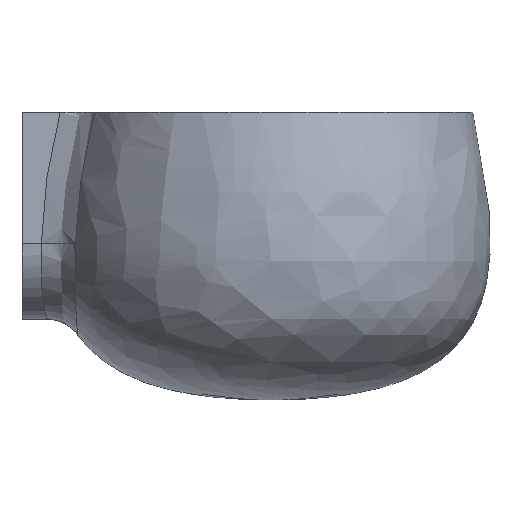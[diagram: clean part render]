
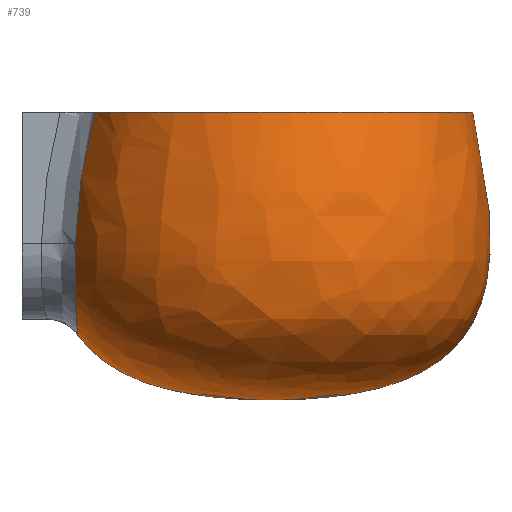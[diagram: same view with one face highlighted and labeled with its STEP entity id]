
A CAD part, left-side view. The second image highlights one B-rep face of the part: STEP entity #739.
In plain terms, the highlighted free-form (B-spline) face has degree [3, 2] with [4, 9] control points.
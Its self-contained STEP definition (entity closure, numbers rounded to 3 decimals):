
#28=(
BOUNDED_SURFACE()
B_SPLINE_SURFACE(3,2,((#9953,#9954,#9955,#9956,#9957,#9958,#9959,#9960,
#9961),(#9962,#9963,#9964,#9965,#9966,#9967,#9968,#9969,#9970),(#9971,#9972,
#9973,#9974,#9975,#9976,#9977,#9978,#9979),(#9980,#9981,#9982,#9983,#9984,
#9985,#9986,#9987,#9988)),.UNSPECIFIED.,.F.,.F.,.F.)
B_SPLINE_SURFACE_WITH_KNOTS((4,4),(3,2,2,2,3),(0.,323.71),
(0.,90.539,181.078,271.617,362.156),
 .UNSPECIFIED.)
GEOMETRIC_REPRESENTATION_ITEM()
RATIONAL_B_SPLINE_SURFACE(((1.,0.707,1.,0.707,1.,
0.707,1.,0.707,1.),(1.,0.707,1.,0.707,
1.,0.707,1.,0.707,1.),(1.,0.707,1.,
0.707,1.,0.707,1.,0.707,1.),(1.,0.707,
1.,0.707,1.,0.707,1.,0.707,1.)))
REPRESENTATION_ITEM('')
SURFACE()
);
#739=ADVANCED_FACE('',(#959),#28,.T.);
#959=FACE_OUTER_BOUND('',#1223,.T.);
#1223=EDGE_LOOP('',(#2209,#2210,#2211,#2212,#2213));
#2209=ORIENTED_EDGE('',*,*,#3201,.T.);
#2210=ORIENTED_EDGE('',*,*,#3177,.F.);
#2211=ORIENTED_EDGE('',*,*,#3202,.T.);
#2212=ORIENTED_EDGE('',*,*,#3199,.F.);
#2213=ORIENTED_EDGE('',*,*,#3134,.F.);
#3134=EDGE_CURVE('',#5040,#5041,#4129,.T.);
#3177=EDGE_CURVE('',#5074,#5075,#3650,.T.);
#3199=EDGE_CURVE('',#5041,#5066,#4159,.T.);
#3201=EDGE_CURVE('',#5040,#5075,#3660,.T.);
#3202=EDGE_CURVE('',#5074,#5066,#4160,.T.);
#3650=B_SPLINE_CURVE_WITH_KNOTS('',3,(#10364,#10365,#10366,#10367),
 .UNSPECIFIED.,.F.,.F.,(4,4),(0.,323.71),.UNSPECIFIED.);
#3660=B_SPLINE_CURVE_WITH_KNOTS('',3,(#10511,#10512,#10513,#10514),
 .UNSPECIFIED.,.F.,.F.,(4,4),(0.,57.736),.UNSPECIFIED.);
#4129=(
BOUNDED_CURVE()
B_SPLINE_CURVE(3,(#10108,#10109,#10110,#10111,#10112,#10113,#10114,#10115,
#10116,#10117,#10118),.UNSPECIFIED.,.F.,.F.)
B_SPLINE_CURVE_WITH_KNOTS((4,1,1,1,1,1,1,1,4),(0.,3.556,8.171,
12.84,17.6,22.905,28.554,34.143,
39.632),.UNSPECIFIED.)
CURVE()
GEOMETRIC_REPRESENTATION_ITEM()
RATIONAL_B_SPLINE_CURVE((1.,1.,1.,1.,1.,1.,
1.,1.,1.,1.,1.))
REPRESENTATION_ITEM('')
);
#4159=(
BOUNDED_CURVE()
B_SPLINE_CURVE(3,(#10480,#10481,#10482,#10483,#10484,#10485,#10486,#10487,
#10488,#10489,#10490,#10491,#10492),.UNSPECIFIED.,.F.,.F.)
B_SPLINE_CURVE_WITH_KNOTS((4,3,3,3,4),(0.,3.663,15.224,
32.847,34.973),.UNSPECIFIED.)
CURVE()
GEOMETRIC_REPRESENTATION_ITEM()
RATIONAL_B_SPLINE_CURVE((1.,1.,1.,1.,1.,1.,1.,1.,1.,1.,1.,
1.,1.))
REPRESENTATION_ITEM('')
);
#4160=(
BOUNDED_CURVE()
B_SPLINE_CURVE(2,(#10515,#10516,#10517,#10518,#10519),.UNSPECIFIED.,.F.,
 .F.)
B_SPLINE_CURVE_WITH_KNOTS((3,2,3),(-164.91,-82.455,
0.),.UNSPECIFIED.)
CURVE()
GEOMETRIC_REPRESENTATION_ITEM()
RATIONAL_B_SPLINE_CURVE((1.,0.789,1.,0.789,1.))
REPRESENTATION_ITEM('')
);
#5040=VERTEX_POINT('',#10052);
#5041=VERTEX_POINT('',#10053);
#5066=VERTEX_POINT('',#10078);
#5074=VERTEX_POINT('',#10086);
#5075=VERTEX_POINT('',#10087);
#9953=CARTESIAN_POINT('',(869.172,-377.157,104.24));
#9954=CARTESIAN_POINT('',(922.197,-377.157,104.24));
#9955=CARTESIAN_POINT('',(922.197,-324.133,104.24));
#9956=CARTESIAN_POINT('',(922.197,-271.108,104.24));
#9957=CARTESIAN_POINT('',(869.172,-271.108,104.24));
#9958=CARTESIAN_POINT('',(816.148,-271.108,104.24));
#9959=CARTESIAN_POINT('',(816.148,-324.133,104.24));
#9960=CARTESIAN_POINT('',(816.148,-377.157,104.24));
#9961=CARTESIAN_POINT('',(869.172,-377.157,104.24));
#9962=CARTESIAN_POINT('',(869.172,-386.711,60.145));
#9963=CARTESIAN_POINT('',(931.751,-386.711,60.145));
#9964=CARTESIAN_POINT('',(931.751,-324.133,60.145));
#9965=CARTESIAN_POINT('',(931.751,-261.554,60.145));
#9966=CARTESIAN_POINT('',(869.172,-261.554,60.145));
#9967=CARTESIAN_POINT('',(806.593,-261.554,60.145));
#9968=CARTESIAN_POINT('',(806.593,-324.133,60.145));
#9969=CARTESIAN_POINT('',(806.593,-386.711,60.145));
#9970=CARTESIAN_POINT('',(869.172,-386.711,60.145));
#9971=CARTESIAN_POINT('',(869.172,-386.711,28.421));
#9972=CARTESIAN_POINT('',(931.751,-386.711,28.421));
#9973=CARTESIAN_POINT('',(931.751,-324.133,28.421));
#9974=CARTESIAN_POINT('',(931.751,-261.554,28.421));
#9975=CARTESIAN_POINT('',(869.172,-261.554,28.421));
#9976=CARTESIAN_POINT('',(806.593,-261.554,28.421));
#9977=CARTESIAN_POINT('',(806.593,-324.133,28.421));
#9978=CARTESIAN_POINT('',(806.593,-386.711,28.421));
#9979=CARTESIAN_POINT('',(869.172,-386.711,28.421));
#9980=CARTESIAN_POINT('',(869.172,-324.133,28.421));
#9981=CARTESIAN_POINT('',(869.172,-324.133,28.421));
#9982=CARTESIAN_POINT('',(869.172,-324.133,28.421));
#9983=CARTESIAN_POINT('',(869.172,-324.133,28.421));
#9984=CARTESIAN_POINT('',(869.172,-324.133,28.421));
#9985=CARTESIAN_POINT('',(869.172,-324.133,28.421));
#9986=CARTESIAN_POINT('',(869.172,-324.133,28.421));
#9987=CARTESIAN_POINT('',(869.172,-324.133,28.421));
#9988=CARTESIAN_POINT('',(869.172,-324.133,28.421));
#10052=CARTESIAN_POINT('',(869.172,-273.157,45.474));
#10053=CARTESIAN_POINT('',(843.607,-272.477,69.733));
#10078=CARTESIAN_POINT('',(843.841,-277.55,104.24));
#10086=CARTESIAN_POINT('',(869.172,-377.157,104.24));
#10087=CARTESIAN_POINT('',(869.172,-324.133,28.421));
#10108=CARTESIAN_POINT('',(869.172,-273.157,45.474));
#10109=CARTESIAN_POINT('',(867.955,-273.157,45.474));
#10110=CARTESIAN_POINT('',(865.16,-273.134,45.645));
#10111=CARTESIAN_POINT('',(860.885,-273.023,46.527));
#10112=CARTESIAN_POINT('',(856.527,-272.851,48.225));
#10113=CARTESIAN_POINT('',(852.44,-272.673,50.745));
#10114=CARTESIAN_POINT('',(848.77,-272.538,54.228));
#10115=CARTESIAN_POINT('',(845.85,-272.485,58.727));
#10116=CARTESIAN_POINT('',(844.02,-272.497,63.998));
#10117=CARTESIAN_POINT('',(843.607,-272.496,67.811));
#10118=CARTESIAN_POINT('',(843.607,-272.477,69.733));
#10364=CARTESIAN_POINT('',(869.172,-377.157,104.24));
#10365=CARTESIAN_POINT('',(869.172,-386.711,60.145));
#10366=CARTESIAN_POINT('',(869.172,-386.711,28.421));
#10367=CARTESIAN_POINT('',(869.172,-324.133,28.421));
#10480=CARTESIAN_POINT('',(843.607,-272.477,69.733));
#10481=CARTESIAN_POINT('',(843.607,-272.465,70.942));
#10482=CARTESIAN_POINT('',(843.607,-272.485,72.164));
#10483=CARTESIAN_POINT('',(843.608,-272.533,73.395));
#10484=CARTESIAN_POINT('',(843.612,-272.68,77.155));
#10485=CARTESIAN_POINT('',(843.623,-273.09,81.003));
#10486=CARTESIAN_POINT('',(843.645,-273.666,84.89));
#10487=CARTESIAN_POINT('',(843.678,-274.51,90.584));
#10488=CARTESIAN_POINT('',(843.735,-275.711,96.361));
#10489=CARTESIAN_POINT('',(843.812,-277.062,102.171));
#10490=CARTESIAN_POINT('',(843.822,-277.222,102.86));
#10491=CARTESIAN_POINT('',(843.831,-277.385,103.549));
#10492=CARTESIAN_POINT('',(843.841,-277.55,104.24));
#10511=CARTESIAN_POINT('',(869.172,-273.157,45.474));
#10512=CARTESIAN_POINT('',(869.172,-280.914,34.669));
#10513=CARTESIAN_POINT('',(869.172,-296.361,28.421));
#10514=CARTESIAN_POINT('',(869.172,-324.133,28.421));
#10515=CARTESIAN_POINT('',(869.172,-377.157,104.24));
#10516=CARTESIAN_POINT('',(827.944,-377.157,104.24));
#10517=CARTESIAN_POINT('',(817.783,-337.201,104.24));
#10518=CARTESIAN_POINT('',(807.622,-297.246,104.24));
#10519=CARTESIAN_POINT('',(843.841,-277.55,104.24));
